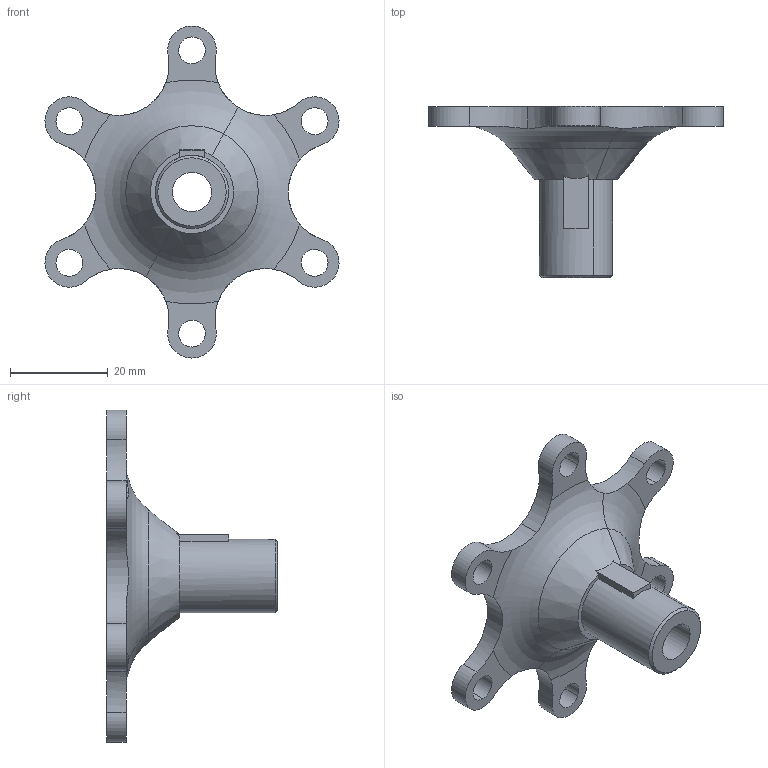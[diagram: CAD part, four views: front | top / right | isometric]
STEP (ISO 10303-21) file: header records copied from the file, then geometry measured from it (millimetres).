
FILE_DESCRIPTION(('CATIA V5 STEP Exchange'),'2;1');
FILE_NAME('Support_roue_libre.stp','2019-03-02T16:35:16+00:00',('none'),('none'),'CATIA Version 5 Release 19 GA (IN-10)','CATIA V5 STEP AP203','none');
FILE_SCHEMA(('CONFIG_CONTROL_DESIGN'));
Length unit declared in the file: millimetre
Products named in the file (1): Support_roue_libre
Bounding box: 60.22 x 35 x 68 mm (x, y, z)
Volume: 14514.4 mm3; surface area: 7974.7 mm2
Topology: 1 solids, 1 shells, 74 faces, 217 edges, 145 vertices
Faces by surface type: cylinder 36, plane 21, cone 13, torus 4
Entity records: 2417 total; most frequent: CARTESIAN_POINT 531, ORIENTED_EDGE 434, DIRECTION 285, EDGE_CURVE 217, AXIS2_PLACEMENT_3D 171, VERTEX_POINT 145, CIRCLE 123, EDGE_LOOP 90
